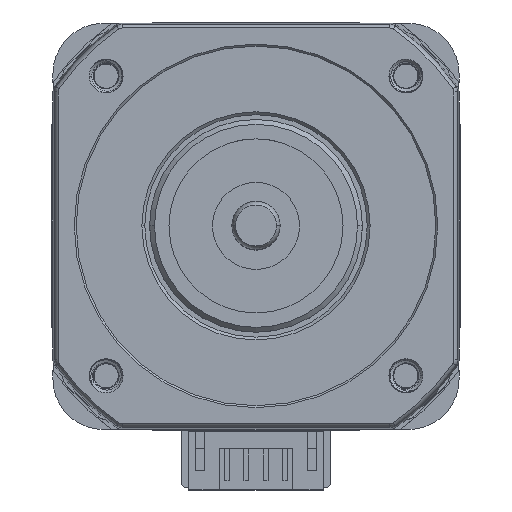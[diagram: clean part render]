
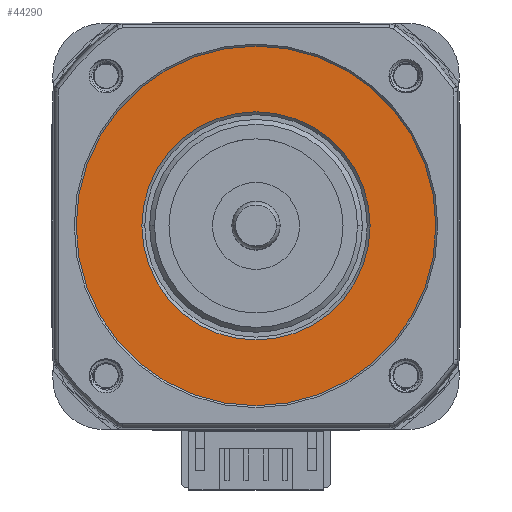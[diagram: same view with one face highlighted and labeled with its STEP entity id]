
A CAD part, top view. The second image highlights one B-rep face of the part: STEP entity #44290.
In plain terms, the highlighted planar face has unit normal (0, 0, 1).
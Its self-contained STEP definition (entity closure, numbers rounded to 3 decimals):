
#15750=CARTESIAN_POINT('',(18.6,0.,-0.2
));
#15760=VERTEX_POINT('',#15750);
#15940=CARTESIAN_POINT('',(-18.6,0.,-0.2)
);
#15950=VERTEX_POINT('',#15940);
#15980=CARTESIAN_POINT('',(0.,0.,
-0.2));
#15990=DIRECTION('',(0.,0.,1.));
#16000=DIRECTION('',(1.,0.,0.));
#16010=AXIS2_PLACEMENT_3D('',#15980,#15990,#16000);
#16020=CIRCLE('',#16010,18.6);
#16030=EDGE_CURVE('',#15950,#15760,#16020,.T.);
#16190=CARTESIAN_POINT('',(-11.8,0.,-0.2));
#16200=VERTEX_POINT('',#16190);
#16230=CARTESIAN_POINT('',(0.,0.,
-0.2));
#16240=DIRECTION('',(-0.,-0.,-1.));
#16250=DIRECTION('',(1.,0.,0.));
#16260=AXIS2_PLACEMENT_3D('',#16230,#16240,#16250);
#16270=CIRCLE('',#16260,11.8);
#16280=CARTESIAN_POINT('',(11.8,0.,-0.2)
);
#16290=VERTEX_POINT('',#16280);
#16300=EDGE_CURVE('',#16200,#16290,#16270,.T.);
#44140=CARTESIAN_POINT('',(-44.64,0.,-0.2));
#44150=DIRECTION('',(0.,0.,1.));
#44160=DIRECTION('',(1.,0.,-0.));
#44170=AXIS2_PLACEMENT_3D('',#44140,#44150,#44160);
#44180=PLANE('',#44170);
#44190=EDGE_CURVE('',#15760,#15950,#16020,.T.);
#44200=ORIENTED_EDGE('',*,*,#44190,.T.);
#44210=ORIENTED_EDGE('',*,*,#16030,.T.);
#44220=EDGE_LOOP('',(#44210,#44200));
#44230=FACE_OUTER_BOUND('',#44220,.T.);
#44240=EDGE_CURVE('',#16290,#16200,#16270,.T.);
#44250=ORIENTED_EDGE('',*,*,#44240,.T.);
#44260=ORIENTED_EDGE('',*,*,#16300,.T.);
#44270=EDGE_LOOP('',(#44260,#44250));
#44280=FACE_BOUND('',#44270,.T.);
#44290=ADVANCED_FACE('',(#44230,#44280),#44180,.T.);
